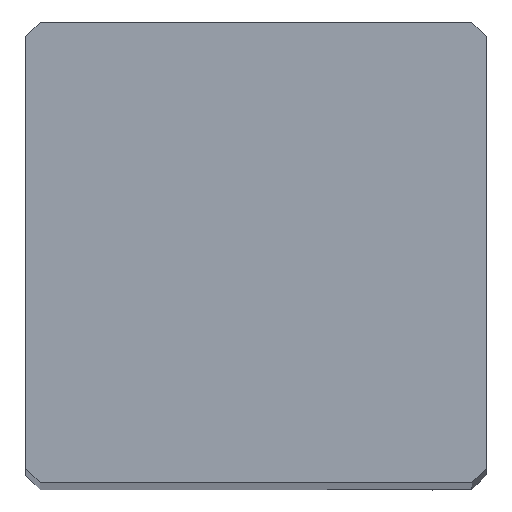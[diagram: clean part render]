
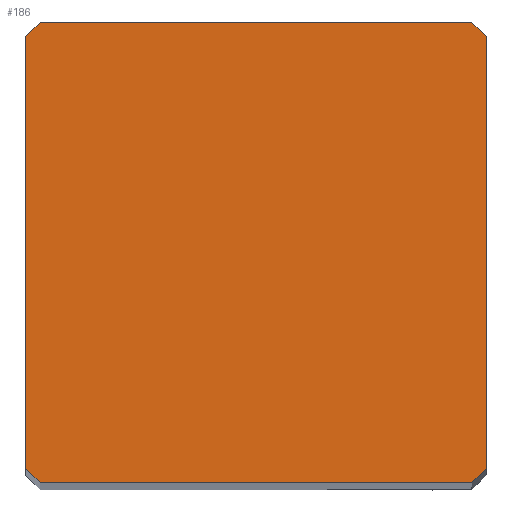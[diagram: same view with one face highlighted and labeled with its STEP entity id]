
A CAD part, top view. The second image highlights one B-rep face of the part: STEP entity #186.
In plain terms, the highlighted planar face has unit normal (0, 0, 1).
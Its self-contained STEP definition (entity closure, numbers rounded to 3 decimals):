
#121=FACE_OUTER_BOUND('',#289,.T.);
#186=ADVANCED_FACE('',(#121),#248,.T.);
#248=PLANE('',#1400);
#289=EDGE_LOOP('',(#633,#634,#635,#636,#637,#638,#639,#640));
#345=LINE('',#1904,#438);
#382=LINE('',#2070,#475);
#385=LINE('',#2076,#478);
#386=LINE('',#2078,#479);
#387=LINE('',#2081,#480);
#388=LINE('',#2082,#481);
#389=LINE('',#2084,#482);
#390=LINE('',#2086,#483);
#438=VECTOR('',#1524,1.);
#475=VECTOR('',#1629,1.);
#478=VECTOR('',#1634,1.);
#479=VECTOR('',#1637,1.);
#480=VECTOR('',#1638,1.);
#481=VECTOR('',#1639,1.);
#482=VECTOR('',#1640,1.);
#483=VECTOR('',#1641,1.);
#633=ORIENTED_EDGE('',*,*,#1100,.F.);
#634=ORIENTED_EDGE('',*,*,#1101,.T.);
#635=ORIENTED_EDGE('',*,*,#1035,.T.);
#636=ORIENTED_EDGE('',*,*,#1096,.T.);
#637=ORIENTED_EDGE('',*,*,#1099,.F.);
#638=ORIENTED_EDGE('',*,*,#1102,.T.);
#639=ORIENTED_EDGE('',*,*,#1103,.T.);
#640=ORIENTED_EDGE('',*,*,#1104,.T.);
#908=VERTEX_POINT('',#1903);
#909=VERTEX_POINT('',#1905);
#955=VERTEX_POINT('',#2071);
#956=VERTEX_POINT('',#2075);
#957=VERTEX_POINT('',#2079);
#958=VERTEX_POINT('',#2080);
#959=VERTEX_POINT('',#2083);
#960=VERTEX_POINT('',#2085);
#1035=EDGE_CURVE('',#909,#908,#345,.T.);
#1096=EDGE_CURVE('',#908,#955,#382,.T.);
#1099=EDGE_CURVE('',#956,#955,#385,.T.);
#1100=EDGE_CURVE('',#957,#958,#386,.T.);
#1101=EDGE_CURVE('',#957,#909,#387,.T.);
#1102=EDGE_CURVE('',#956,#959,#388,.T.);
#1103=EDGE_CURVE('',#959,#960,#389,.T.);
#1104=EDGE_CURVE('',#960,#958,#390,.T.);
#1400=AXIS2_PLACEMENT_3D('',#2087,#1642,#1643);
#1524=DIRECTION('',(1.,0.,0.));
#1629=DIRECTION('',(0.707,0.707,0.));
#1634=DIRECTION('',(0.,-1.,0.));
#1637=DIRECTION('',(0.,1.,0.));
#1638=DIRECTION('',(0.707,-0.707,0.));
#1639=DIRECTION('',(-0.707,0.707,0.));
#1640=DIRECTION('',(-1.,0.,0.));
#1641=DIRECTION('',(-0.707,-0.707,0.));
#1642=DIRECTION('',(0.,0.,1.));
#1643=DIRECTION('',(-1.,0.,0.));
#1903=CARTESIAN_POINT('',(15.5,0.,0.));
#1904=CARTESIAN_POINT('',(0.5,0.,0.));
#1905=CARTESIAN_POINT('',(0.5,0.,0.));
#2070=CARTESIAN_POINT('',(15.5,0.,0.));
#2071=CARTESIAN_POINT('',(16.,0.5,0.));
#2075=CARTESIAN_POINT('',(16.,15.5,0.));
#2076=CARTESIAN_POINT('',(16.,15.5,0.));
#2078=CARTESIAN_POINT('',(0.,0.5,0.));
#2079=CARTESIAN_POINT('',(0.,0.5,0.));
#2080=CARTESIAN_POINT('',(0.,15.5,0.));
#2081=CARTESIAN_POINT('',(0.,0.5,0.));
#2082=CARTESIAN_POINT('',(16.,15.5,0.));
#2083=CARTESIAN_POINT('',(15.5,16.,0.));
#2084=CARTESIAN_POINT('',(15.5,16.,0.));
#2085=CARTESIAN_POINT('',(0.5,16.,0.));
#2086=CARTESIAN_POINT('',(0.5,16.,0.));
#2087=CARTESIAN_POINT('',(8.,8.,0.));
